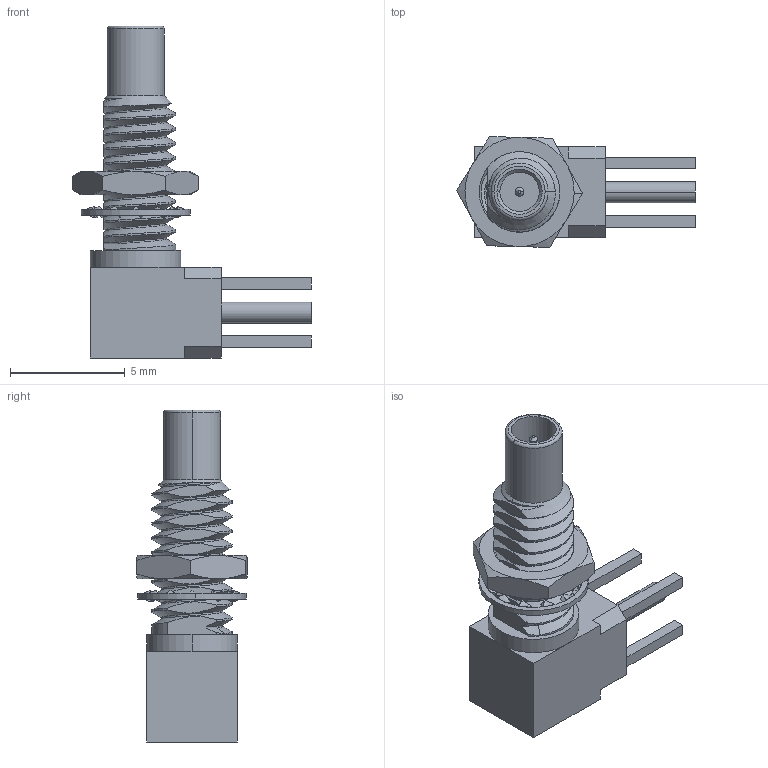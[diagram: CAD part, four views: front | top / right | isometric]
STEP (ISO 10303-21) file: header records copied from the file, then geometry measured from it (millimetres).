
FILE_DESCRIPTION (( 'STEP AP203' ), '1' );
FILE_NAME ('PE45389.step', '2018-12-19T16:30:43', ( '' ), ( '' ), 'SwSTEP 2.0', 'SolidWorks 2017', '' );
FILE_SCHEMA (( 'CONFIG_CONTROL_DESIGN' ));
Length unit declared in the file: inch
Products named in the file (4): PE45389; Copy of WASHER^PE45389; Copy of 3-16 - 6-40Nut^PE45389; Copy of PE45389^PE45389
Assembly tree (3 placements, depth 2):
  PE45389
    Copy of 3-16 - 6-40Nut^PE45389
    Copy of WASHER^PE45389
    Copy of PE45389^PE45389
Bounding box: 10.42 x 4.83 x 14.48 mm (x, y, z)
Volume: 171.3 mm3; surface area: 398 mm2
Topology: 15 solids, 15 shells, 203 faces, 460 edges, 297 vertices
Faces by surface type: plane 90, bspline 53, cylinder 32, cone 26, torus 2
Entity records: 8571 total; most frequent: CARTESIAN_POINT 3921, ORIENTED_EDGE 920, DIRECTION 748, EDGE_CURVE 460, LINE 298, VECTOR 298, VERTEX_POINT 297, AXIS2_PLACEMENT_3D 225
